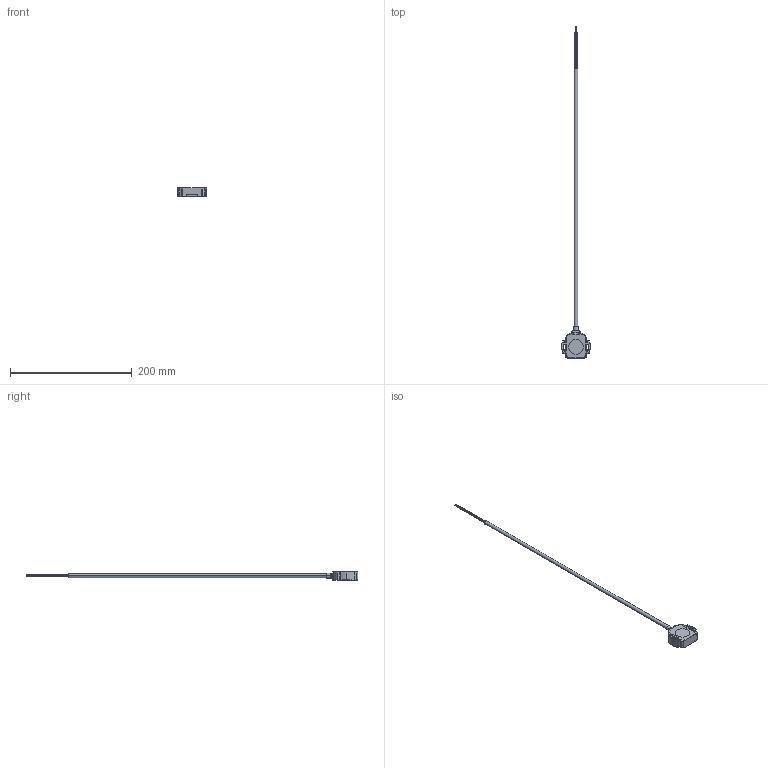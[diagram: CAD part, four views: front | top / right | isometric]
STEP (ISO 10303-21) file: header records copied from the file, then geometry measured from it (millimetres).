
FILE_DESCRIPTION (( 'STEP AP214' ), '1' );
FILE_NAME ('RFC-48_-1(48_3)-_ _ _-_ _ _-302.step', '2020-07-02T11:32:19', ( '' ), ( '' ), 'SwSTEP 2.0', 'SolidWorks 2020', '' );
FILE_SCHEMA (( 'AUTOMOTIVE_DESIGN' ));
Length unit declared in the file: millimetre
Products named in the file (1): RFC-48_-1(48_3)-_ _ _-_ _ _-302
Bounding box: 47.6 x 544.7 x 13.8 mm (x, y, z)
Volume: 33774.8 mm3; surface area: 17719.2 mm2
Topology: 1 solids, 1 shells, 227 faces, 626 edges, 416 vertices
Faces by surface type: plane 125, cylinder 96, torus 6
Entity records: 9912 total; most frequent: CARTESIAN_POINT 1370, DIRECTION 1291, ORIENTED_EDGE 1252, EDGE_CURVE 626, AXIS2_PLACEMENT_3D 453, VERTEX_POINT 416, VECTOR 385, LINE 385
